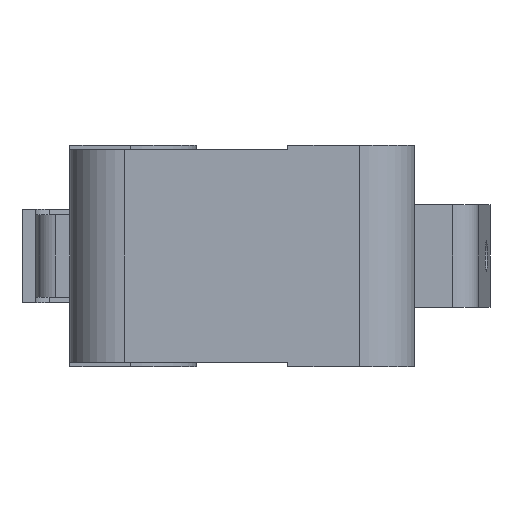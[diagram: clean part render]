
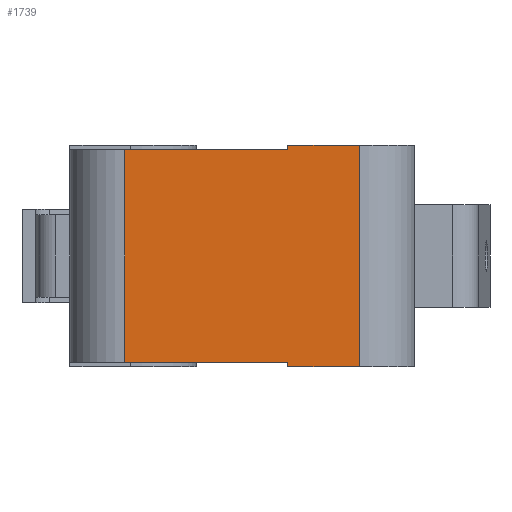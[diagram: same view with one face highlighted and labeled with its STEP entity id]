
A CAD part, left-side view. The second image highlights one B-rep face of the part: STEP entity #1739.
In plain terms, the highlighted planar face has unit normal (-1, 0, 0).
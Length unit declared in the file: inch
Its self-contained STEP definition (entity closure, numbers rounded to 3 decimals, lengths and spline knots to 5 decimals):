
#168=LINE('',#2742,#359);
#178=LINE('',#2771,#369);
#181=LINE('',#2776,#372);
#182=LINE('',#2779,#373);
#188=LINE('',#2798,#379);
#189=LINE('',#2802,#380);
#190=LINE('',#2803,#381);
#191=LINE('',#2804,#382);
#359=VECTOR('',#2245,0.008);
#369=VECTOR('',#2275,0.12998);
#372=VECTOR('',#2280,0.008);
#373=VECTOR('',#2283,0.12998);
#379=VECTOR('',#2299,0.29602);
#380=VECTOR('',#2304,0.29602);
#381=VECTOR('',#2305,0.386);
#382=VECTOR('',#2306,0.402);
#452=PLANE('',#1872);
#553=FACE_OUTER_BOUND('',#658,.T.);
#658=EDGE_LOOP('',(#1518,#1519,#1520,#1521,#1522,#1523,#1524,#1525));
#853=VERTEX_POINT('',#2738);
#855=VERTEX_POINT('',#2741);
#863=VERTEX_POINT('',#2768);
#864=VERTEX_POINT('',#2770);
#865=VERTEX_POINT('',#2774);
#866=VERTEX_POINT('',#2778);
#874=VERTEX_POINT('',#2797);
#875=VERTEX_POINT('',#2801);
#1071=EDGE_CURVE('',#853,#855,#168,.T.);
#1086=EDGE_CURVE('',#864,#863,#178,.T.);
#1089=EDGE_CURVE('',#864,#865,#181,.T.);
#1090=EDGE_CURVE('',#866,#855,#182,.T.);
#1100=EDGE_CURVE('',#874,#865,#188,.T.);
#1102=EDGE_CURVE('',#853,#875,#189,.T.);
#1103=EDGE_CURVE('',#874,#875,#190,.T.);
#1104=EDGE_CURVE('',#863,#866,#191,.T.);
#1518=ORIENTED_EDGE('',*,*,#1102,.T.);
#1519=ORIENTED_EDGE('',*,*,#1103,.F.);
#1520=ORIENTED_EDGE('',*,*,#1100,.T.);
#1521=ORIENTED_EDGE('',*,*,#1089,.F.);
#1522=ORIENTED_EDGE('',*,*,#1086,.T.);
#1523=ORIENTED_EDGE('',*,*,#1104,.T.);
#1524=ORIENTED_EDGE('',*,*,#1090,.T.);
#1525=ORIENTED_EDGE('',*,*,#1071,.F.);
#1739=ADVANCED_FACE('',(#553),#452,.T.);
#1872=AXIS2_PLACEMENT_3D('',#2800,#2302,#2303);
#2245=DIRECTION('',(0.,0.,1.));
#2275=DIRECTION('',(0.,-1.,0.));
#2280=DIRECTION('',(0.,0.,1.));
#2283=DIRECTION('',(0.,1.,0.));
#2299=DIRECTION('',(0.,-1.,0.));
#2302=DIRECTION('center_axis',(-1.,0.,0.));
#2303=DIRECTION('ref_axis',(0.,0.,1.));
#2304=DIRECTION('',(0.,1.,0.));
#2305=DIRECTION('',(0.,0.,1.));
#2306=DIRECTION('',(0.,0.,1.));
#2738=CARTESIAN_POINT('',(3.98,3.1236,0.193));
#2741=CARTESIAN_POINT('',(3.98,3.1236,0.201));
#2742=CARTESIAN_POINT('',(3.98,3.1236,0.));
#2768=CARTESIAN_POINT('',(3.98,2.99363,-0.201));
#2770=CARTESIAN_POINT('',(3.98,3.1236,-0.201));
#2771=CARTESIAN_POINT('',(3.98,3.41963,-0.201));
#2774=CARTESIAN_POINT('',(3.98,3.1236,-0.193));
#2776=CARTESIAN_POINT('',(3.98,3.1236,0.));
#2778=CARTESIAN_POINT('',(3.98,2.99363,0.201));
#2779=CARTESIAN_POINT('',(3.98,3.41963,0.201));
#2797=CARTESIAN_POINT('',(3.98,3.41963,-0.193));
#2798=CARTESIAN_POINT('',(3.98,3.41963,-0.193));
#2800=CARTESIAN_POINT('Origin',(3.98,2.99363,0.));
#2801=CARTESIAN_POINT('',(3.98,3.41963,0.193));
#2802=CARTESIAN_POINT('',(3.98,3.41963,0.193));
#2803=CARTESIAN_POINT('',(3.98,3.41963,0.));
#2804=CARTESIAN_POINT('',(3.98,2.99363,0.));
